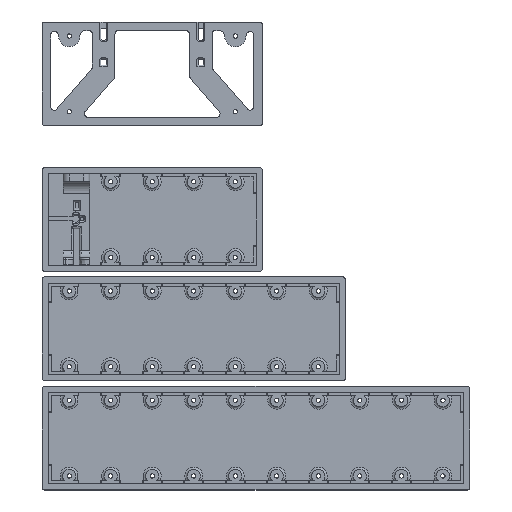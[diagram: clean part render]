
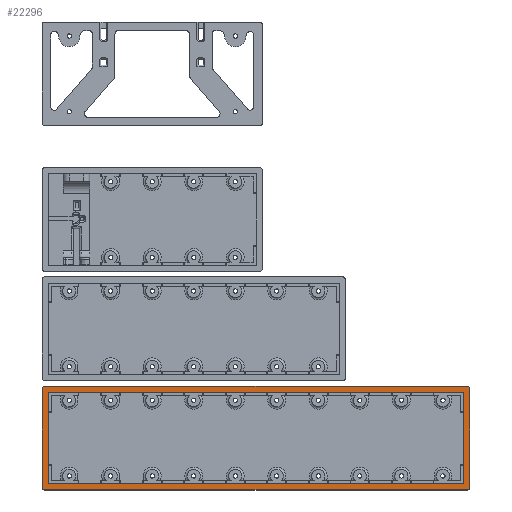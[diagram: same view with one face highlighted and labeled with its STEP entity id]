
A CAD part, top view. The second image highlights one B-rep face of the part: STEP entity #22296.
In plain terms, the highlighted planar face has unit normal (0, 0, 1).
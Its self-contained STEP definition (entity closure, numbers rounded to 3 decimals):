
#213=FACE_BOUND('',#7436,.T.);
#1304=LINE('',#34709,#3594);
#1326=LINE('',#34775,#3616);
#1658=LINE('',#36172,#3948);
#1673=LINE('',#36243,#3963);
#1695=LINE('',#36322,#3985);
#1839=LINE('',#36909,#4129);
#1842=LINE('',#36915,#4132);
#1846=LINE('',#36946,#4136);
#3594=VECTOR('',#27452,10.);
#3616=VECTOR('',#27512,10.);
#3948=VECTOR('',#28602,10.);
#3963=VECTOR('',#28661,10.);
#3985=VECTOR('',#28721,10.);
#4129=VECTOR('',#29145,10.);
#4132=VECTOR('',#29152,10.);
#4136=VECTOR('',#29182,10.);
#6128=FACE_OUTER_BOUND('',#7435,.T.);
#7435=EDGE_LOOP('',(#18861,#18862,#18863,#18864,#18865,#18866,#18867,#18868));
#7436=EDGE_LOOP('',(#18869,#18870,#18871,#18872));
#8333=CIRCLE('',#23647,2.);
#8336=CIRCLE('',#23652,2.);
#8648=CIRCLE('',#24220,2.);
#8649=CIRCLE('',#24222,2.);
#9661=VERTEX_POINT('',#34706);
#9662=VERTEX_POINT('',#34708);
#9684=VERTEX_POINT('',#34765);
#9685=VERTEX_POINT('',#34767);
#9687=VERTEX_POINT('',#34772);
#9689=VERTEX_POINT('',#34781);
#10065=VERTEX_POINT('',#36170);
#10099=VERTEX_POINT('',#36242);
#10137=VERTEX_POINT('',#36320);
#10282=VERTEX_POINT('',#36908);
#10286=VERTEX_POINT('',#36938);
#10287=VERTEX_POINT('',#36942);
#12255=EDGE_CURVE('',#9661,#9662,#1304,.T.);
#12283=EDGE_CURVE('',#9684,#9685,#8333,.T.);
#12287=EDGE_CURVE('',#9687,#9685,#1326,.T.);
#12291=EDGE_CURVE('',#9687,#9689,#8336,.T.);
#12858=EDGE_CURVE('',#9684,#10065,#1658,.F.);
#12893=EDGE_CURVE('',#10099,#9689,#1673,.F.);
#12933=EDGE_CURVE('',#9661,#10137,#1695,.T.);
#13164=EDGE_CURVE('',#10282,#9662,#1839,.T.);
#13168=EDGE_CURVE('',#10137,#10282,#1842,.T.);
#13175=EDGE_CURVE('',#10099,#10286,#8648,.T.);
#13177=EDGE_CURVE('',#10287,#10065,#8649,.T.);
#13179=EDGE_CURVE('',#10287,#10286,#1846,.F.);
#18861=ORIENTED_EDGE('',*,*,#12893,.T.);
#18862=ORIENTED_EDGE('',*,*,#12291,.F.);
#18863=ORIENTED_EDGE('',*,*,#12287,.T.);
#18864=ORIENTED_EDGE('',*,*,#12283,.F.);
#18865=ORIENTED_EDGE('',*,*,#12858,.T.);
#18866=ORIENTED_EDGE('',*,*,#13177,.F.);
#18867=ORIENTED_EDGE('',*,*,#13179,.T.);
#18868=ORIENTED_EDGE('',*,*,#13175,.F.);
#18869=ORIENTED_EDGE('',*,*,#12933,.T.);
#18870=ORIENTED_EDGE('',*,*,#13168,.T.);
#18871=ORIENTED_EDGE('',*,*,#13164,.T.);
#18872=ORIENTED_EDGE('',*,*,#12255,.F.);
#21186=PLANE('',#24264);
#22296=ADVANCED_FACE('',(#6128,#213),#21186,.T.);
#23647=AXIS2_PLACEMENT_3D('',#34768,#27505,#27506);
#23652=AXIS2_PLACEMENT_3D('',#34782,#27520,#27521);
#24220=AXIS2_PLACEMENT_3D('',#36939,#29172,#29173);
#24222=AXIS2_PLACEMENT_3D('',#36943,#29177,#29178);
#24264=AXIS2_PLACEMENT_3D('',#37072,#29282,#29283);
#27452=DIRECTION('',(0.,1.,0.));
#27505=DIRECTION('center_axis',(0.,0.,-1.));
#27506=DIRECTION('ref_axis',(0.707,0.707,0.));
#27512=DIRECTION('',(0.,1.,0.));
#27520=DIRECTION('center_axis',(0.,0.,-1.));
#27521=DIRECTION('ref_axis',(0.707,-0.707,0.));
#28602=DIRECTION('',(1.,0.,0.));
#28661=DIRECTION('',(-1.,0.,0.));
#28721=DIRECTION('',(-1.,0.,0.));
#29145=DIRECTION('',(1.,0.,0.));
#29152=DIRECTION('',(0.,1.,0.));
#29172=DIRECTION('center_axis',(0.,0.,-1.));
#29173=DIRECTION('ref_axis',(-0.707,-0.707,0.));
#29177=DIRECTION('center_axis',(0.,0.,-1.));
#29178=DIRECTION('ref_axis',(-0.707,0.707,0.));
#29182=DIRECTION('',(0.,1.,0.));
#29282=DIRECTION('center_axis',(0.,0.,1.));
#29283=DIRECTION('ref_axis',(1.,0.,0.));
#34706=CARTESIAN_POINT('',(292.5,-212.7,0.));
#34708=CARTESIAN_POINT('',(292.5,-137.3,0.));
#34709=CARTESIAN_POINT('',(292.5,-212.7,0.));
#34765=CARTESIAN_POINT('',(295.5,-132.3,0.));
#34767=CARTESIAN_POINT('',(297.5,-134.3,0.));
#34768=CARTESIAN_POINT('Origin',(295.5,-134.3,0.));
#34772=CARTESIAN_POINT('',(297.5,-215.7,0.));
#34775=CARTESIAN_POINT('',(297.5,-194.85,0.));
#34781=CARTESIAN_POINT('',(295.5,-217.7,0.));
#34782=CARTESIAN_POINT('Origin',(295.5,-215.7,0.));
#36170=CARTESIAN_POINT('',(-52.7,-132.3,0.));
#36172=CARTESIAN_POINT('',(251.3,-132.3,0.));
#36242=CARTESIAN_POINT('',(-52.7,-217.7,0.));
#36243=CARTESIAN_POINT('',(-7.7,-217.7,0.));
#36320=CARTESIAN_POINT('',(-49.7,-212.7,0.));
#36322=CARTESIAN_POINT('',(121.3,-212.7,0.));
#36908=CARTESIAN_POINT('',(-49.7,-137.3,0.));
#36909=CARTESIAN_POINT('',(122.3,-137.3,0.));
#36915=CARTESIAN_POINT('',(-49.7,-137.3,0.));
#36938=CARTESIAN_POINT('',(-54.7,-215.7,0.));
#36939=CARTESIAN_POINT('Origin',(-52.7,-215.7,0.));
#36942=CARTESIAN_POINT('',(-54.7,-134.3,0.));
#36943=CARTESIAN_POINT('Origin',(-52.7,-134.3,0.));
#36946=CARTESIAN_POINT('',(-54.7,-155.15,0.));
#37072=CARTESIAN_POINT('Origin',(36.3,-175.,0.));
